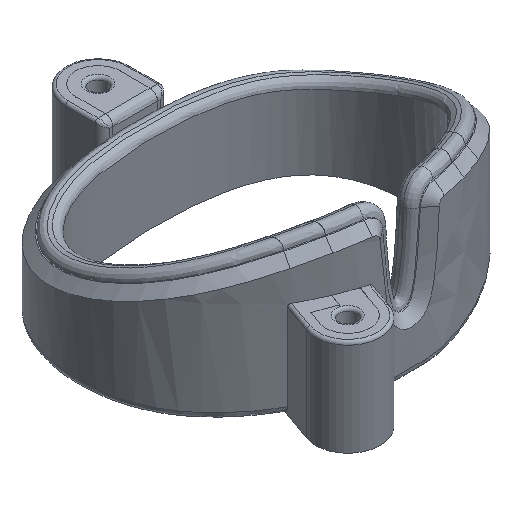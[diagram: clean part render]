
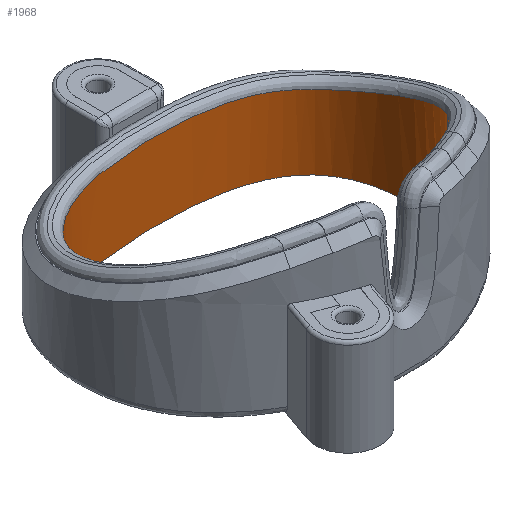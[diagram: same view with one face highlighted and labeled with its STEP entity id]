
A CAD part, isometric view. The second image highlights one B-rep face of the part: STEP entity #1968.
In plain terms, the highlighted free-form (B-spline) face has degree [3, 1] with [21, 2] control points.
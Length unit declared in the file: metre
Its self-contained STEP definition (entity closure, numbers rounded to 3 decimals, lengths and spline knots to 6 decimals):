
#254=B_SPLINE_CURVE_WITH_KNOTS('',3,(#5128,#5129,#5130,#5131,#5132,#5133,
#5134,#5135,#5136,#5137,#5138,#5139,#5140,#5141,#5142,#5143,#5144,#5145,
#5146,#5147,#5148,#5149,#5150,#5151,#5152,#5153,#5154,#5155,#5156,#5157,
#5158,#5159),.UNSPECIFIED.,.F.,.F.,(4,1,1,1,1,1,1,1,1,1,1,1,1,1,1,1,1,1,
1,1,1,1,1,1,1,1,1,1,1,4),(0.,0.005648,0.008473,
0.011297,0.014121,0.016945,0.01977,
0.022594,0.025418,0.028242,0.031066,
0.033891,0.036715,0.039539,0.045188,
0.050836,0.05366,0.056484,0.059309,
0.062133,0.063545,0.064957,0.067781,
0.070605,0.07343,0.076254,0.079078,
0.081902,0.084727,0.090375),.UNSPECIFIED.);
#255=B_SPLINE_CURVE_WITH_KNOTS('',3,(#5163,#5164,#5165,#5166,#5167,#5168,
#5169,#5170,#5171,#5172,#5173,#5174,#5175),.UNSPECIFIED.,.T.,.F.,(1,3,1,
1,1,1,1,1,1,1,1,3,1),(-0.123908,0.,0.123908,0.223818,
0.323729,0.434778,0.5,0.565222,0.676271,
0.776182,0.876092,1.,1.123908),.UNSPECIFIED.);
#696=ORIENTED_EDGE('',*,*,#1103,.F.);
#697=ORIENTED_EDGE('',*,*,#1104,.T.);
#698=ORIENTED_EDGE('',*,*,#1105,.T.);
#699=ORIENTED_EDGE('',*,*,#1106,.F.);
#1103=EDGE_CURVE('',#1328,#1329,#1465,.T.);
#1104=EDGE_CURVE('',#1328,#1330,#254,.T.);
#1105=EDGE_CURVE('',#1330,#1331,#1466,.T.);
#1106=EDGE_CURVE('',#1329,#1331,#255,.T.);
#1328=VERTEX_POINT('',#5126);
#1329=VERTEX_POINT('',#5127);
#1330=VERTEX_POINT('',#5160);
#1331=VERTEX_POINT('',#5162);
#1465=LINE('',#5125,#1571);
#1466=LINE('',#5161,#1572);
#1571=VECTOR('',#2422,1.);
#1572=VECTOR('',#2423,1.);
#1682=EDGE_LOOP('',(#696,#697,#698,#699));
#1811=FACE_BOUND('',#1682,.T.);
#1886=B_SPLINE_SURFACE_WITH_KNOTS('',3,1,((#5083,#5084),(#5085,#5086),(#5087,
#5088),(#5089,#5090),(#5091,#5092),(#5093,#5094),(#5095,#5096),(#5097,#5098),
(#5099,#5100),(#5101,#5102),(#5103,#5104),(#5105,#5106),(#5107,#5108),(#5109,
#5110),(#5111,#5112),(#5113,#5114),(#5115,#5116),(#5117,#5118),(#5119,#5120),
(#5121,#5122),(#5123,#5124)),.SURF_OF_LINEAR_EXTRUSION.,.F.,.F.,.F.,(4,
1,1,1,1,1,1,1,1,1,1,1,1,1,1,1,1,1,4),(2,2),(0.637786,0.683062,
0.728339,0.773616,0.818893,0.86417,
0.886808,0.909446,0.954723,1.,1.045277,
1.090554,1.113192,1.13583,1.181107,1.226384,
1.271661,1.316938,1.362214),(0.,1.),
 .UNSPECIFIED.);
#1968=ADVANCED_FACE('',(#1811),#1886,.T.);
#2422=DIRECTION('',(0.,0.,-1.));
#2423=DIRECTION('',(0.,0.,-1.));
#5083=CARTESIAN_POINT('',(0.01225,-0.010131,0.017839));
#5084=CARTESIAN_POINT('',(0.01225,-0.010131,0.));
#5085=CARTESIAN_POINT('',(0.013893,-0.009064,0.017839));
#5086=CARTESIAN_POINT('',(0.013893,-0.009064,0.));
#5087=CARTESIAN_POINT('',(0.016924,-0.006598,0.017839));
#5088=CARTESIAN_POINT('',(0.016924,-0.006598,0.));
#5089=CARTESIAN_POINT('',(0.019433,-0.002257,0.017839));
#5090=CARTESIAN_POINT('',(0.019433,-0.002257,0.));
#5091=CARTESIAN_POINT('',(0.020267,0.002546,0.017839));
#5092=CARTESIAN_POINT('',(0.020267,0.002546,0.));
#5093=CARTESIAN_POINT('',(0.019663,0.00764,0.017839));
#5094=CARTESIAN_POINT('',(0.019663,0.00764,0.));
#5095=CARTESIAN_POINT('',(0.017728,0.011404,0.017839));
#5096=CARTESIAN_POINT('',(0.017728,0.011404,0.));
#5097=CARTESIAN_POINT('',(0.015137,0.013648,0.017839));
#5098=CARTESIAN_POINT('',(0.015137,0.013648,0.));
#5099=CARTESIAN_POINT('',(0.01188,0.015323,0.017839));
#5100=CARTESIAN_POINT('',(0.01188,0.015323,0.));
#5101=CARTESIAN_POINT('',(0.006836,0.016512,0.017839));
#5102=CARTESIAN_POINT('',(0.006836,0.016512,0.));
#5103=CARTESIAN_POINT('',(0.,0.016859,0.017839));
#5104=CARTESIAN_POINT('',(0.,0.016859,0.));
#5105=CARTESIAN_POINT('',(-0.006836,0.016512,0.017839));
#5106=CARTESIAN_POINT('',(-0.006836,0.016512,0.));
#5107=CARTESIAN_POINT('',(-0.01188,0.015323,0.017839));
#5108=CARTESIAN_POINT('',(-0.01188,0.015323,0.));
#5109=CARTESIAN_POINT('',(-0.015137,0.013648,0.017839));
#5110=CARTESIAN_POINT('',(-0.015137,0.013648,0.));
#5111=CARTESIAN_POINT('',(-0.017728,0.011404,0.017839));
#5112=CARTESIAN_POINT('',(-0.017728,0.011404,0.));
#5113=CARTESIAN_POINT('',(-0.019663,0.00764,0.017839));
#5114=CARTESIAN_POINT('',(-0.019663,0.00764,0.));
#5115=CARTESIAN_POINT('',(-0.020267,0.002546,0.017839));
#5116=CARTESIAN_POINT('',(-0.020267,0.002546,0.));
#5117=CARTESIAN_POINT('',(-0.019433,-0.002257,0.017839));
#5118=CARTESIAN_POINT('',(-0.019433,-0.002257,0.));
#5119=CARTESIAN_POINT('',(-0.016924,-0.006598,0.017839));
#5120=CARTESIAN_POINT('',(-0.016924,-0.006598,0.));
#5121=CARTESIAN_POINT('',(-0.013893,-0.009064,0.017839));
#5122=CARTESIAN_POINT('',(-0.013893,-0.009064,0.));
#5123=CARTESIAN_POINT('',(-0.01225,-0.010131,0.017839));
#5124=CARTESIAN_POINT('',(-0.01225,-0.010131,0.));
#5125=CARTESIAN_POINT('',(0.01225,-0.010131,0.022));
#5126=CARTESIAN_POINT('',(0.01225,-0.010131,0.017733));
#5127=CARTESIAN_POINT('',(0.01225,-0.010131,0.));
#5128=CARTESIAN_POINT('',(0.01225,-0.010131,0.017733));
#5129=CARTESIAN_POINT('',(0.01378,-0.009137,0.017265));
#5130=CARTESIAN_POINT('',(0.015905,-0.007477,0.016485));
#5131=CARTESIAN_POINT('',(0.018057,-0.004634,0.015174));
#5132=CARTESIAN_POINT('',(0.019191,-0.002319,0.014148));
#5133=CARTESIAN_POINT('',(0.019879,0.000231,0.013085));
#5134=CARTESIAN_POINT('',(0.020099,0.002845,0.012099));
#5135=CARTESIAN_POINT('',(0.019912,0.005536,0.011206));
#5136=CARTESIAN_POINT('',(0.019268,0.008175,0.010481));
#5137=CARTESIAN_POINT('',(0.018057,0.01071,0.009995));
#5138=CARTESIAN_POINT('',(0.0162,0.01288,0.009928));
#5139=CARTESIAN_POINT('',(0.0138,0.014413,0.010116));
#5140=CARTESIAN_POINT('',(0.011191,0.015427,0.010269));
#5141=CARTESIAN_POINT('',(0.008437,0.016093,0.010375));
#5142=CARTESIAN_POINT('',(0.004732,0.016627,0.010458));
#5143=CARTESIAN_POINT('',(0.000024,0.016819,0.010487));
#5144=CARTESIAN_POINT('',(-0.004637,0.016634,0.010459));
#5145=CARTESIAN_POINT('',(-0.008351,0.016109,0.010377));
#5146=CARTESIAN_POINT('',(-0.011109,0.015453,0.010273));
#5147=CARTESIAN_POINT('',(-0.013759,0.014433,0.010118));
#5148=CARTESIAN_POINT('',(-0.015746,0.013178,0.009967));
#5149=CARTESIAN_POINT('',(-0.0171,0.01183,0.009954));
#5150=CARTESIAN_POINT('',(-0.018221,0.010346,0.010072));
#5151=CARTESIAN_POINT('',(-0.019253,0.008226,0.010467));
#5152=CARTESIAN_POINT('',(-0.019905,0.005578,0.011193));
#5153=CARTESIAN_POINT('',(-0.020099,0.002898,0.01208));
#5154=CARTESIAN_POINT('',(-0.019887,0.000277,0.013067));
#5155=CARTESIAN_POINT('',(-0.01921,-0.00227,0.014126));
#5156=CARTESIAN_POINT('',(-0.018075,-0.004606,0.015162));
#5157=CARTESIAN_POINT('',(-0.015931,-0.007453,0.016474));
#5158=CARTESIAN_POINT('',(-0.013785,-0.009134,0.017264));
#5159=CARTESIAN_POINT('',(-0.01225,-0.010131,0.017733));
#5160=CARTESIAN_POINT('',(-0.01225,-0.010131,0.017733));
#5161=CARTESIAN_POINT('',(-0.01225,-0.010131,0.022));
#5162=CARTESIAN_POINT('',(-0.01225,-0.010131,0.));
#5163=CARTESIAN_POINT('',(0.,0.016744,0.));
#5164=CARTESIAN_POINT('',(-0.006236,0.016744,0.));
#5165=CARTESIAN_POINT('',(-0.017499,0.015175,0.));
#5166=CARTESIAN_POINT('',(-0.021191,0.00266,0.));
#5167=CARTESIAN_POINT('',(-0.017518,-0.00802,0.));
#5168=CARTESIAN_POINT('',(-0.004843,-0.014291,0.));
#5169=CARTESIAN_POINT('',(0.,-0.014149,0.));
#5170=CARTESIAN_POINT('',(0.004843,-0.014291,0.));
#5171=CARTESIAN_POINT('',(0.017518,-0.00802,0.));
#5172=CARTESIAN_POINT('',(0.021191,0.00266,0.));
#5173=CARTESIAN_POINT('',(0.017499,0.015175,0.));
#5174=CARTESIAN_POINT('',(0.006236,0.016744,0.));
#5175=CARTESIAN_POINT('',(0.,0.016744,0.));
